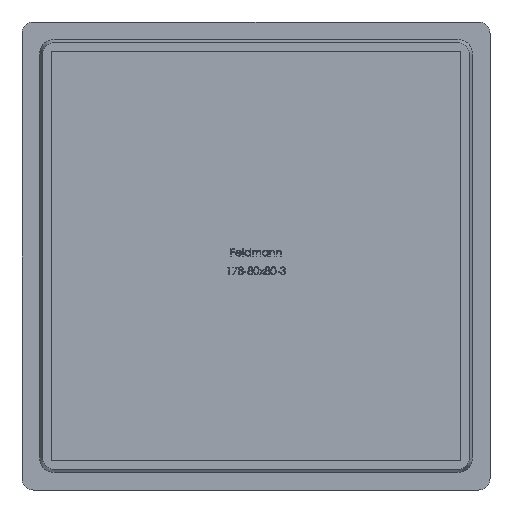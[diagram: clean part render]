
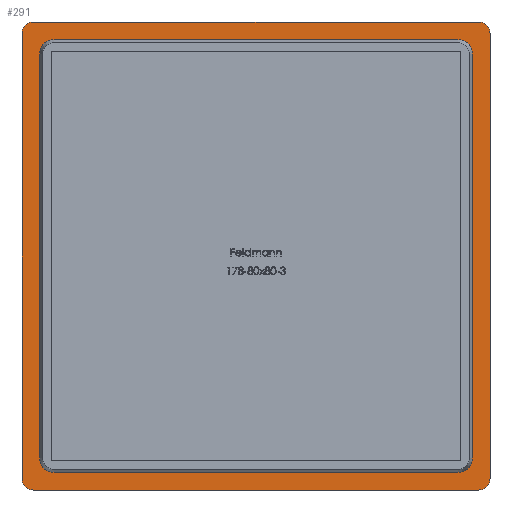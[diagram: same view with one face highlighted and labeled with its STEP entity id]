
A CAD part, front view. The second image highlights one B-rep face of the part: STEP entity #291.
In plain terms, the highlighted planar face has unit normal (0, -1, 0).
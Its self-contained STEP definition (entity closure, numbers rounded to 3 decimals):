
#47 = LINE ( 'NONE', #98, #6637 ) ;
#65 = VERTEX_POINT ( 'NONE', #16744 ) ;
#83 = CARTESIAN_POINT ( 'NONE',  ( 38., 0., -40. ) ) ;
#98 = CARTESIAN_POINT ( 'NONE',  ( -36.5, 0., -36.5 ) ) ;
#291 = ADVANCED_FACE ( 'NONE', ( #11817, #15258 ), #13867, .T. ) ;
#393 = ORIENTED_EDGE ( 'NONE', *, *, #8009, .T. ) ;
#421 = CIRCLE ( 'NONE', #3669, 2. ) ;
#443 = ORIENTED_EDGE ( 'NONE', *, *, #1884, .F. ) ;
#669 = VERTEX_POINT ( 'NONE', #12344 ) ;
#741 = CIRCLE ( 'NONE', #10355, 2. ) ;
#849 = VERTEX_POINT ( 'NONE', #10272 ) ;
#955 = CARTESIAN_POINT ( 'NONE',  ( 40., 0., 38. ) ) ;
#1280 = DIRECTION ( 'NONE',  ( 0., 1., 0. ) ) ;
#1397 = CARTESIAN_POINT ( 'NONE',  ( 40., 0., 40. ) ) ;
#1445 = DIRECTION ( 'NONE',  ( 0., 0., -1. ) ) ;
#1462 = EDGE_CURVE ( 'NONE', #16060, #5748, #421, .T. ) ;
#1607 = CARTESIAN_POINT ( 'NONE',  ( 34.5, 0., 36.5 ) ) ;
#1868 = LINE ( 'NONE', #6222, #11990 ) ;
#1884 = EDGE_CURVE ( 'NONE', #8060, #65, #4183, .T. ) ;
#2111 = EDGE_CURVE ( 'NONE', #16060, #11337, #13050, .T. ) ;
#2122 = CARTESIAN_POINT ( 'NONE',  ( 34.5, 0., -36.5 ) ) ;
#2208 = EDGE_CURVE ( 'NONE', #669, #11337, #5615, .T. ) ;
#2529 = CARTESIAN_POINT ( 'NONE',  ( 38., 0., 38. ) ) ;
#2635 = CIRCLE ( 'NONE', #13958, 2. ) ;
#3184 = DIRECTION ( 'NONE',  ( 0., 0., -1. ) ) ;
#3326 = DIRECTION ( 'NONE',  ( 0., -1., 0. ) ) ;
#3435 = EDGE_CURVE ( 'NONE', #13430, #5748, #16666, .T. ) ;
#3539 = ORIENTED_EDGE ( 'NONE', *, *, #6525, .T. ) ;
#3669 = AXIS2_PLACEMENT_3D ( 'NONE', #4616, #4600, #4590 ) ;
#3679 = AXIS2_PLACEMENT_3D ( 'NONE', #2529, #11766, #3850 ) ;
#3850 = DIRECTION ( 'NONE',  ( 0., 0., -1. ) ) ;
#4102 = EDGE_LOOP ( 'NONE', ( #6816, #11070, #11152, #11966, #4758, #9723, #15852, #4783 ) ) ;
#4104 = CARTESIAN_POINT ( 'NONE',  ( -40., 0., 40. ) ) ;
#4113 = DIRECTION ( 'NONE',  ( 1., 0., 0. ) ) ;
#4183 = LINE ( 'NONE', #1397, #7701 ) ;
#4258 = CARTESIAN_POINT ( 'NONE',  ( -34.5, 0., -36.5 ) ) ;
#4590 = DIRECTION ( 'NONE',  ( 0., 0., -1. ) ) ;
#4600 = DIRECTION ( 'NONE',  ( 0., 1., 0. ) ) ;
#4616 = CARTESIAN_POINT ( 'NONE',  ( 34.5, 0., 34.5 ) ) ;
#4672 = VECTOR ( 'NONE', #3184, 1000. ) ;
#4687 = EDGE_CURVE ( 'NONE', #12457, #6014, #1868, .T. ) ;
#4758 = ORIENTED_EDGE ( 'NONE', *, *, #10090, .F. ) ;
#4783 = ORIENTED_EDGE ( 'NONE', *, *, #2208, .T. ) ;
#4911 = ORIENTED_EDGE ( 'NONE', *, *, #4687, .F. ) ;
#5042 = DIRECTION ( 'NONE',  ( 0., 0., 1. ) ) ;
#5071 = CARTESIAN_POINT ( 'NONE',  ( -38., 0., 40. ) ) ;
#5489 = ORIENTED_EDGE ( 'NONE', *, *, #14331, .F. ) ;
#5536 = EDGE_CURVE ( 'NONE', #8060, #6014, #12743, .T. ) ;
#5612 = VERTEX_POINT ( 'NONE', #10729 ) ;
#5615 = CIRCLE ( 'NONE', #12196, 2. ) ;
#5748 = VERTEX_POINT ( 'NONE', #12052 ) ;
#5837 = AXIS2_PLACEMENT_3D ( 'NONE', #14489, #6601, #15783 ) ;
#6014 = VERTEX_POINT ( 'NONE', #6597 ) ;
#6021 = VECTOR ( 'NONE', #9632, 1000. ) ;
#6171 = CARTESIAN_POINT ( 'NONE',  ( 38., 0., -38. ) ) ;
#6199 = VECTOR ( 'NONE', #5042, 1000. ) ;
#6200 = CARTESIAN_POINT ( 'NONE',  ( -40., 0., -40. ) ) ;
#6211 = EDGE_CURVE ( 'NONE', #12457, #5612, #7797, .T. ) ;
#6213 = DIRECTION ( 'NONE',  ( 0., 1., 0. ) ) ;
#6222 = CARTESIAN_POINT ( 'NONE',  ( -40., 0., 40. ) ) ;
#6320 = EDGE_CURVE ( 'NONE', #13430, #12821, #6951, .T. ) ;
#6472 = VERTEX_POINT ( 'NONE', #4258 ) ;
#6525 = EDGE_CURVE ( 'NONE', #11372, #849, #2635, .T. ) ;
#6597 = CARTESIAN_POINT ( 'NONE',  ( 38., 0., 40. ) ) ;
#6601 = DIRECTION ( 'NONE',  ( 0., 1., 0. ) ) ;
#6622 = ORIENTED_EDGE ( 'NONE', *, *, #5536, .T. ) ;
#6637 = VECTOR ( 'NONE', #4113, 1000. ) ;
#6816 = ORIENTED_EDGE ( 'NONE', *, *, #2111, .F. ) ;
#6951 = CIRCLE ( 'NONE', #7792, 2. ) ;
#6971 = CARTESIAN_POINT ( 'NONE',  ( -36.5, 0., 36.5 ) ) ;
#7522 = DIRECTION ( 'NONE',  ( 0., 0., -1. ) ) ;
#7545 = DIRECTION ( 'NONE',  ( -1., 0., 0. ) ) ;
#7679 = CARTESIAN_POINT ( 'NONE',  ( -38., 0., 38. ) ) ;
#7701 = VECTOR ( 'NONE', #1445, 1000. ) ;
#7792 = AXIS2_PLACEMENT_3D ( 'NONE', #9172, #1280, #10516 ) ;
#7797 = CIRCLE ( 'NONE', #10457, 2. ) ;
#8009 = EDGE_CURVE ( 'NONE', #15729, #65, #741, .T. ) ;
#8060 = VERTEX_POINT ( 'NONE', #955 ) ;
#8514 = AXIS2_PLACEMENT_3D ( 'NONE', #13918, #12581, #13929 ) ;
#8725 = ORIENTED_EDGE ( 'NONE', *, *, #12294, .F. ) ;
#9005 = DIRECTION ( 'NONE',  ( 0., 0., -1. ) ) ;
#9172 = CARTESIAN_POINT ( 'NONE',  ( 34.5, 0., -34.5 ) ) ;
#9632 = DIRECTION ( 'NONE',  ( -1., 0., 0. ) ) ;
#9723 = ORIENTED_EDGE ( 'NONE', *, *, #12096, .T. ) ;
#9762 = CARTESIAN_POINT ( 'NONE',  ( -36.5, 0., 36.5 ) ) ;
#10090 = EDGE_CURVE ( 'NONE', #6472, #12821, #47, .T. ) ;
#10272 = CARTESIAN_POINT ( 'NONE',  ( -38., 0., -40. ) ) ;
#10355 = AXIS2_PLACEMENT_3D ( 'NONE', #6171, #15377, #7522 ) ;
#10457 = AXIS2_PLACEMENT_3D ( 'NONE', #7679, #16812, #9005 ) ;
#10516 = DIRECTION ( 'NONE',  ( 0., 0., -1. ) ) ;
#10729 = CARTESIAN_POINT ( 'NONE',  ( -40., 0., 38. ) ) ;
#11070 = ORIENTED_EDGE ( 'NONE', *, *, #1462, .T. ) ;
#11152 = ORIENTED_EDGE ( 'NONE', *, *, #3435, .F. ) ;
#11249 = CARTESIAN_POINT ( 'NONE',  ( -38., 0., -38. ) ) ;
#11297 = LINE ( 'NONE', #9762, #4672 ) ;
#11337 = VERTEX_POINT ( 'NONE', #11729 ) ;
#11372 = VERTEX_POINT ( 'NONE', #14560 ) ;
#11483 = LINE ( 'NONE', #4104, #11910 ) ;
#11574 = LINE ( 'NONE', #6200, #15017 ) ;
#11650 = CARTESIAN_POINT ( 'NONE',  ( 36.5, 0., 36.5 ) ) ;
#11729 = CARTESIAN_POINT ( 'NONE',  ( -34.5, 0., 36.5 ) ) ;
#11766 = DIRECTION ( 'NONE',  ( 0., -1., 0. ) ) ;
#11817 = FACE_OUTER_BOUND ( 'NONE', #12153, .T. ) ;
#11868 = CARTESIAN_POINT ( 'NONE',  ( 36.5, 0., -34.5 ) ) ;
#11910 = VECTOR ( 'NONE', #13334, 1000. ) ;
#11966 = ORIENTED_EDGE ( 'NONE', *, *, #6320, .T. ) ;
#11990 = VECTOR ( 'NONE', #15407, 1000. ) ;
#12052 = CARTESIAN_POINT ( 'NONE',  ( 36.5, 0., 34.5 ) ) ;
#12096 = EDGE_CURVE ( 'NONE', #6472, #14279, #16556, .T. ) ;
#12153 = EDGE_LOOP ( 'NONE', ( #443, #6622, #4911, #15300, #8725, #3539, #5489, #393 ) ) ;
#12196 = AXIS2_PLACEMENT_3D ( 'NONE', #14104, #6213, #15402 ) ;
#12294 = EDGE_CURVE ( 'NONE', #11372, #5612, #11483, .T. ) ;
#12344 = CARTESIAN_POINT ( 'NONE',  ( -36.5, 0., 34.5 ) ) ;
#12457 = VERTEX_POINT ( 'NONE', #5071 ) ;
#12543 = DIRECTION ( 'NONE',  ( 0., 0., -1. ) ) ;
#12581 = DIRECTION ( 'NONE',  ( 0., -1., 0. ) ) ;
#12621 = CARTESIAN_POINT ( 'NONE',  ( -36.5, 0., -34.5 ) ) ;
#12743 = CIRCLE ( 'NONE', #3679, 2. ) ;
#12821 = VERTEX_POINT ( 'NONE', #2122 ) ;
#13050 = LINE ( 'NONE', #6971, #6021 ) ;
#13334 = DIRECTION ( 'NONE',  ( 0., 0., 1. ) ) ;
#13430 = VERTEX_POINT ( 'NONE', #11868 ) ;
#13867 = PLANE ( 'NONE',  #8514 ) ;
#13918 = CARTESIAN_POINT ( 'NONE',  ( 0., 0., 0. ) ) ;
#13929 = DIRECTION ( 'NONE',  ( 0., 0., -1. ) ) ;
#13958 = AXIS2_PLACEMENT_3D ( 'NONE', #11249, #3326, #12543 ) ;
#14104 = CARTESIAN_POINT ( 'NONE',  ( -34.5, 0., 34.5 ) ) ;
#14279 = VERTEX_POINT ( 'NONE', #12621 ) ;
#14331 = EDGE_CURVE ( 'NONE', #15729, #849, #11574, .T. ) ;
#14489 = CARTESIAN_POINT ( 'NONE',  ( -34.5, 0., -34.5 ) ) ;
#14560 = CARTESIAN_POINT ( 'NONE',  ( -40., 0., -38. ) ) ;
#15017 = VECTOR ( 'NONE', #7545, 1000. ) ;
#15258 = FACE_BOUND ( 'NONE', #4102, .T. ) ;
#15300 = ORIENTED_EDGE ( 'NONE', *, *, #6211, .T. ) ;
#15377 = DIRECTION ( 'NONE',  ( 0., -1., 0. ) ) ;
#15402 = DIRECTION ( 'NONE',  ( 0., 0., -1. ) ) ;
#15407 = DIRECTION ( 'NONE',  ( 1., 0., 0. ) ) ;
#15522 = EDGE_CURVE ( 'NONE', #669, #14279, #11297, .T. ) ;
#15729 = VERTEX_POINT ( 'NONE', #83 ) ;
#15783 = DIRECTION ( 'NONE',  ( 0., 0., -1. ) ) ;
#15852 = ORIENTED_EDGE ( 'NONE', *, *, #15522, .F. ) ;
#16060 = VERTEX_POINT ( 'NONE', #1607 ) ;
#16556 = CIRCLE ( 'NONE', #5837, 2. ) ;
#16666 = LINE ( 'NONE', #11650, #6199 ) ;
#16744 = CARTESIAN_POINT ( 'NONE',  ( 40., 0., -38. ) ) ;
#16812 = DIRECTION ( 'NONE',  ( 0., -1., 0. ) ) ;
